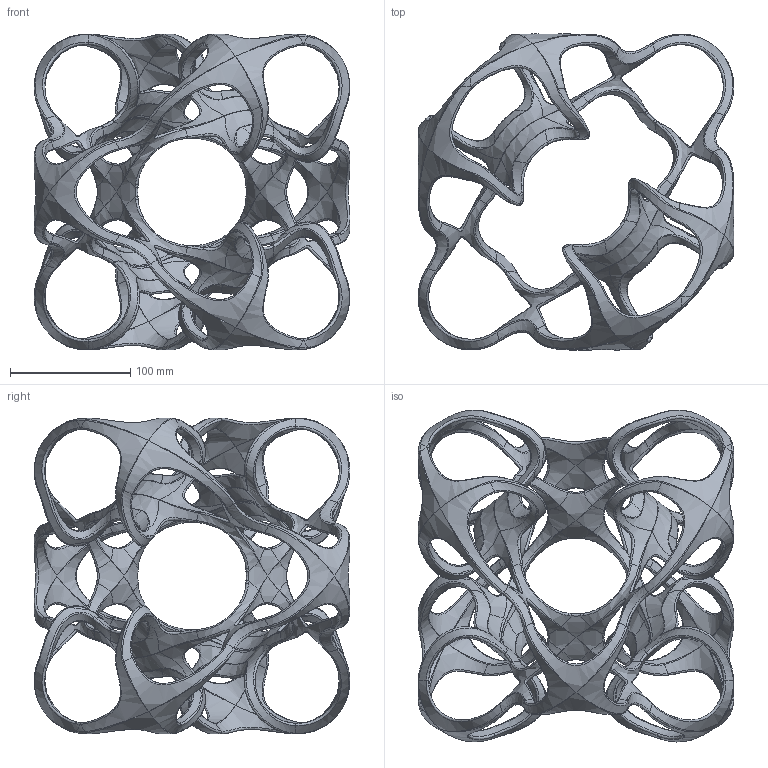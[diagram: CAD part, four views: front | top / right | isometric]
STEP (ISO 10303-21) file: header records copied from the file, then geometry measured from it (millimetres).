
FILE_DESCRIPTION(('FreeCAD Model'),'2;1');
FILE_NAME('Open CASCADE Shape Model','2025-05-04T06:00:37',('FreeCAD'),( 'FreeCAD'),'Open CASCADE STEP processor 7.6','FreeCAD','Unknown');
FILE_SCHEMA(('AUTOMOTIVE_DESIGN { 1 0 10303 214 1 1 1 1 }'));
Products named in the file (1): Open CASCADE STEP translator 7.6 1
Bounding box: 262.49 x 262.49 x 262.5 mm (x, y, z)
Volume: 614418.4 mm3; surface area: 232371.1 mm2
Topology: 1 solids, 1 shells, 832 faces, 2032 edges, 1040 vertices
Faces by surface type: bspline 832
Entity records: 57404 total; most frequent: CARTESIAN_POINT 46539, ORIENTED_EDGE 3856, EDGE_CURVE 1928, VERTEX_POINT 1040, B_SPLINE_CURVE_WITH_KNOTS 848, ADVANCED_FACE 832, FACE_BOUND 832, EDGE_LOOP 832
